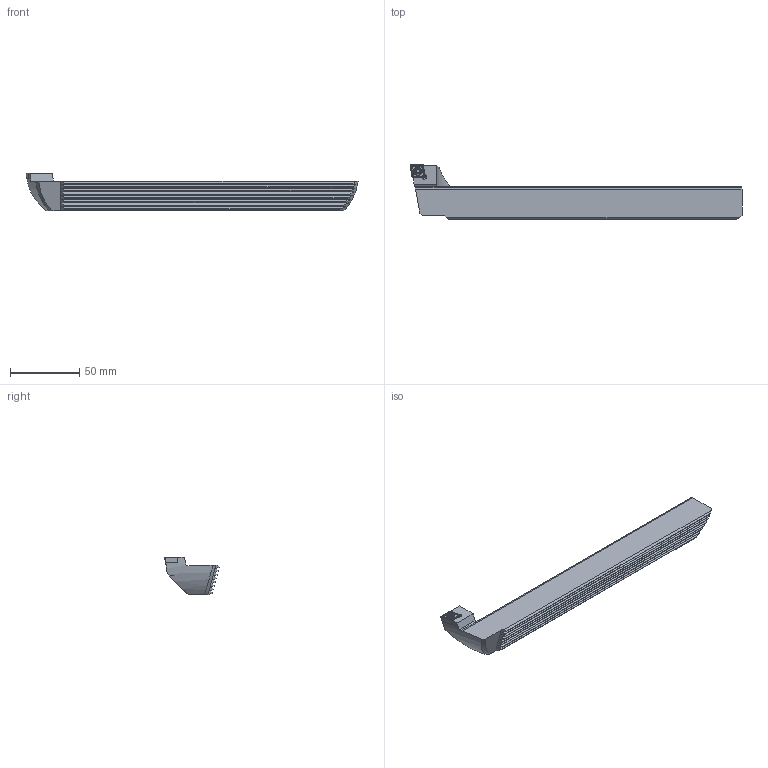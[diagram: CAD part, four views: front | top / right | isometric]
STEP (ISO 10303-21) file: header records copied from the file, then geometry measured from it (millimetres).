
FILE_DESCRIPTION (( 'STEP AP214' ), '1' );
FILE_NAME ('F00.WCB.242.001.STEP', '2019-04-08T10:17:31', ( '' ), ( '' ), 'SwSTEP 2.0', 'SolidWorks 2017', '' );
FILE_SCHEMA (( 'AUTOMOTIVE_DESIGN' ));
Length unit declared in the file: millimetre
Products named in the file (7): WCB-ER2.001.009_A; CCMT09T304; F00-WCB.242.001_C; F00.WCB.242.001
Assembly tree (3 placements, depth 2):
  WCB-ER2.001.009_A
  F00-WCB.242.001_C
  CCMT09T304
  F00.WCB.242.001
    F00-WCB.242.001_C
    WCB-ER2.001.009_A
    CCMT09T304
Bounding box: 239.57 x 39.4 x 27.35 mm (x, y, z)
Volume: 100278.2 mm3; surface area: 24143.1 mm2
Topology: 3 solids, 3 shells, 916 faces, 2327 edges, 1530 vertices
Faces by surface type: plane 564, bspline 273, cylinder 39, cone 30, torus 8, sphere 2
Entity records: 42557 total; most frequent: CARTESIAN_POINT 22142, ORIENTED_EDGE 4630, DIRECTION 3058, EDGE_CURVE 2315, VECTOR 1584, LINE 1584, VERTEX_POINT 1530, EDGE_LOOP 1043
